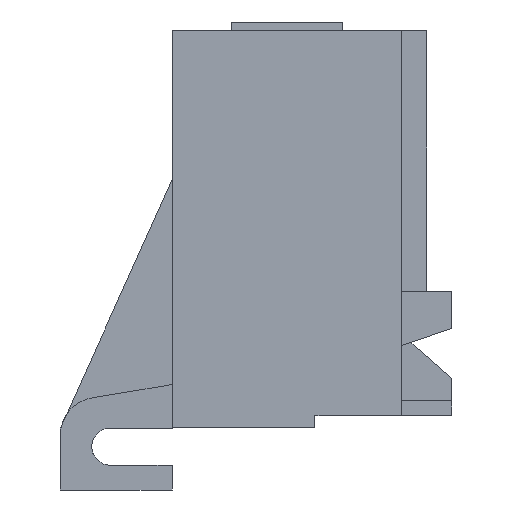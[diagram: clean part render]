
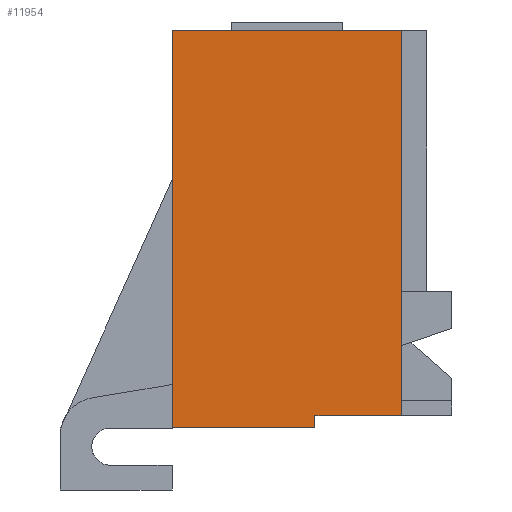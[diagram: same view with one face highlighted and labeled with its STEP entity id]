
A CAD part, left-side view. The second image highlights one B-rep face of the part: STEP entity #11954.
In plain terms, the highlighted planar face has unit normal (-1, 0, 0).
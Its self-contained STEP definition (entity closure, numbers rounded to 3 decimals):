
#4057=DIRECTION('',(0.,1.,0.));
#4058=VECTOR('',#4057,18.5);
#4059=CARTESIAN_POINT('',(-17.5,-9.25,32.));
#4060=LINE('',#4059,#4058);
#5292=DIRECTION('',(0.,-1.,0.));
#5293=VECTOR('',#5292,7.);
#5294=CARTESIAN_POINT('',(-17.5,-2.25,1.));
#5295=LINE('',#5294,#5293);
#5320=DIRECTION('',(0.,1.,0.));
#5321=VECTOR('',#5320,11.5);
#5322=CARTESIAN_POINT('',(-17.5,-2.25,0.));
#5323=LINE('',#5322,#5321);
#5327=DIRECTION('',(0.,0.,-1.));
#5328=VECTOR('',#5327,31.);
#5329=CARTESIAN_POINT('',(-17.5,-9.25,32.));
#5330=LINE('',#5329,#5328);
#5341=DIRECTION('',(0.,0.,1.));
#5342=VECTOR('',#5341,1.);
#5343=CARTESIAN_POINT('',(-17.5,-2.25,0.));
#5344=LINE('',#5343,#5342);
#5525=DIRECTION('',(0.,0.,-1.));
#5526=VECTOR('',#5525,32.);
#5527=CARTESIAN_POINT('',(-17.5,9.25,32.));
#5528=LINE('',#5527,#5526);
#9779=CARTESIAN_POINT('',(-17.5,-9.25,32.));
#9780=VERTEX_POINT('',#9779);
#9781=CARTESIAN_POINT('',(-17.5,9.25,32.));
#9782=VERTEX_POINT('',#9781);
#10235=CARTESIAN_POINT('',(-17.5,-9.25,1.));
#10236=VERTEX_POINT('',#10235);
#10241=CARTESIAN_POINT('',(-17.5,-2.25,1.));
#10242=VERTEX_POINT('',#10241);
#10245=CARTESIAN_POINT('',(-17.5,-2.25,0.));
#10246=VERTEX_POINT('',#10245);
#10247=CARTESIAN_POINT('',(-17.5,9.25,0.));
#10248=VERTEX_POINT('',#10247);
#11938=CARTESIAN_POINT('',(-17.5,-9.25,32.));
#11939=DIRECTION('',(-1.,0.,0.));
#11940=DIRECTION('',(0.,1.,0.));
#11941=AXIS2_PLACEMENT_3D('',#11938,#11939,#11940);
#11942=PLANE('',#11941);
#11944=ORIENTED_EDGE('',*,*,#11943,.F.);
#11946=ORIENTED_EDGE('',*,*,#11945,.T.);
#11948=ORIENTED_EDGE('',*,*,#11947,.F.);
#11949=ORIENTED_EDGE('',*,*,#10790,.F.);
#11950=ORIENTED_EDGE('',*,*,#11894,.T.);
#11951=ORIENTED_EDGE('',*,*,#11921,.F.);
#11952=EDGE_LOOP('',(#11944,#11946,#11948,#11949,#11950,#11951));
#11953=FACE_OUTER_BOUND('',#11952,.F.);
#10790=EDGE_CURVE('',#9780,#9782,#4060,.T.);
#11894=EDGE_CURVE('',#9780,#10236,#5330,.T.);
#11921=EDGE_CURVE('',#10242,#10236,#5295,.T.);
#11943=EDGE_CURVE('',#10246,#10242,#5344,.T.);
#11945=EDGE_CURVE('',#10246,#10248,#5323,.T.);
#11947=EDGE_CURVE('',#9782,#10248,#5528,.T.);
#11954=ADVANCED_FACE('',(#11953),#11942,.T.);
